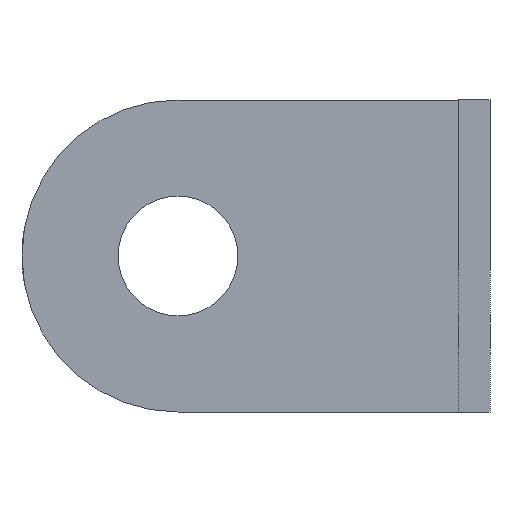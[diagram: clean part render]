
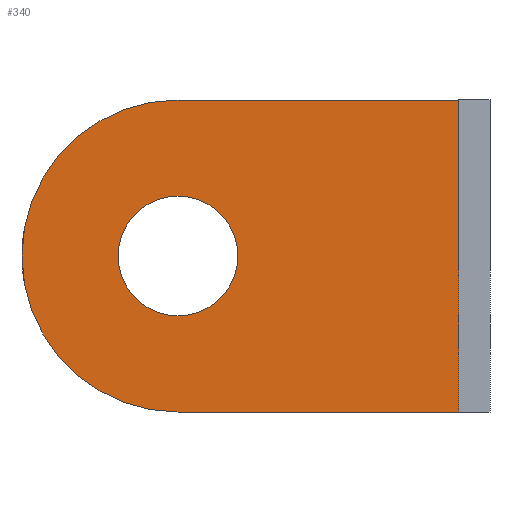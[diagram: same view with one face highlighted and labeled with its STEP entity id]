
A CAD part, left-side view. The second image highlights one B-rep face of the part: STEP entity #340.
In plain terms, the highlighted planar face has unit normal (-1, 0, 0).
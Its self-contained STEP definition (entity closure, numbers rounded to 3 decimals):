
#9 = VERTEX_POINT ( 'NONE', #858 ) ;
#10 = CARTESIAN_POINT ( 'NONE',  ( 25., 5., -25. ) ) ;
#16 = DIRECTION ( 'NONE',  ( 0., 0., 1. ) ) ;
#18 = DIRECTION ( 'NONE',  ( -1., 0., 0. ) ) ;
#30 = VECTOR ( 'NONE', #356, 1000. ) ;
#34 = DIRECTION ( 'NONE',  ( -1., 0., 0. ) ) ;
#54 = CARTESIAN_POINT ( 'NONE',  ( 25., 5., 25. ) ) ;
#92 = VERTEX_POINT ( 'NONE', #952 ) ;
#113 = ORIENTED_EDGE ( 'NONE', *, *, #887, .F. ) ;
#168 = VECTOR ( 'NONE', #343, 1000. ) ;
#225 = AXIS2_PLACEMENT_3D ( 'NONE', #1252, #421, #1149 ) ;
#239 = DIRECTION ( 'NONE',  ( 0., 0., 1. ) ) ;
#266 = ORIENTED_EDGE ( 'NONE', *, *, #1079, .F. ) ;
#280 = EDGE_CURVE ( 'NONE', #92, #570, #649, .T. ) ;
#340 = ADVANCED_FACE ( 'NONE', ( #748, #944 ), #848, .T. ) ;
#343 = DIRECTION ( 'NONE',  ( 0., 1., 0. ) ) ;
#356 = DIRECTION ( 'NONE',  ( 0., 0., -1. ) ) ;
#381 = AXIS2_PLACEMENT_3D ( 'NONE', #1136, #34, #16 ) ;
#421 = DIRECTION ( 'NONE',  ( 1., 0., 0. ) ) ;
#453 = LINE ( 'NONE', #54, #30 ) ;
#460 = AXIS2_PLACEMENT_3D ( 'NONE', #1033, #18, #1226 ) ;
#464 = CIRCLE ( 'NONE', #225, 25. ) ;
#481 = EDGE_CURVE ( 'NONE', #9, #1019, #1024, .T. ) ;
#511 = EDGE_LOOP ( 'NONE', ( #1141, #894, #266, #678 ) ) ;
#515 = AXIS2_PLACEMENT_3D ( 'NONE', #1242, #1146, #239 ) ;
#555 = CARTESIAN_POINT ( 'NONE',  ( 25., 50., -9.6 ) ) ;
#570 = VERTEX_POINT ( 'NONE', #886 ) ;
#649 = LINE ( 'NONE', #1247, #1170 ) ;
#678 = ORIENTED_EDGE ( 'NONE', *, *, #280, .F. ) ;
#748 = FACE_OUTER_BOUND ( 'NONE', #511, .T. ) ;
#789 = CIRCLE ( 'NONE', #381, 9.6 ) ;
#791 = VERTEX_POINT ( 'NONE', #10 ) ;
#796 = VERTEX_POINT ( 'NONE', #997 ) ;
#848 = PLANE ( 'NONE',  #515 ) ;
#858 = CARTESIAN_POINT ( 'NONE',  ( 25., 50., 9.6 ) ) ;
#886 = CARTESIAN_POINT ( 'NONE',  ( 25., 5., 25. ) ) ;
#887 = EDGE_CURVE ( 'NONE', #1019, #9, #789, .T. ) ;
#894 = ORIENTED_EDGE ( 'NONE', *, *, #984, .F. ) ;
#944 = FACE_BOUND ( 'NONE', #987, .T. ) ;
#952 = CARTESIAN_POINT ( 'NONE',  ( 25., 50., 25. ) ) ;
#955 = LINE ( 'NONE', #961, #168 ) ;
#961 = CARTESIAN_POINT ( 'NONE',  ( 25., 0., -25. ) ) ;
#984 = EDGE_CURVE ( 'NONE', #791, #796, #955, .T. ) ;
#985 = EDGE_CURVE ( 'NONE', #796, #92, #464, .T. ) ;
#987 = EDGE_LOOP ( 'NONE', ( #113, #1115 ) ) ;
#997 = CARTESIAN_POINT ( 'NONE',  ( 25., 50., -25. ) ) ;
#1019 = VERTEX_POINT ( 'NONE', #555 ) ;
#1024 = CIRCLE ( 'NONE', #460, 9.6 ) ;
#1033 = CARTESIAN_POINT ( 'NONE',  ( 25., 50., 0. ) ) ;
#1079 = EDGE_CURVE ( 'NONE', #570, #791, #453, .T. ) ;
#1115 = ORIENTED_EDGE ( 'NONE', *, *, #481, .F. ) ;
#1136 = CARTESIAN_POINT ( 'NONE',  ( 25., 50., 0. ) ) ;
#1141 = ORIENTED_EDGE ( 'NONE', *, *, #985, .F. ) ;
#1146 = DIRECTION ( 'NONE',  ( -1., 0., 0. ) ) ;
#1149 = DIRECTION ( 'NONE',  ( 0., 0., 1. ) ) ;
#1151 = DIRECTION ( 'NONE',  ( 0., -1., 0. ) ) ;
#1170 = VECTOR ( 'NONE', #1151, 1000. ) ;
#1226 = DIRECTION ( 'NONE',  ( 0., 0., 1. ) ) ;
#1242 = CARTESIAN_POINT ( 'NONE',  ( 25., 0., 0. ) ) ;
#1247 = CARTESIAN_POINT ( 'NONE',  ( 25., 0., 25. ) ) ;
#1252 = CARTESIAN_POINT ( 'NONE',  ( 25., 50., 0. ) ) ;
